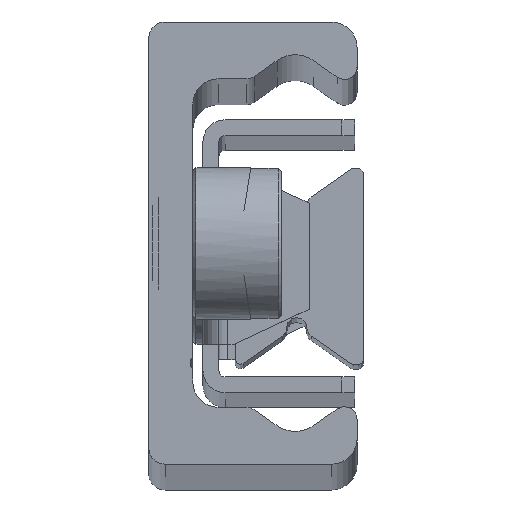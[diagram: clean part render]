
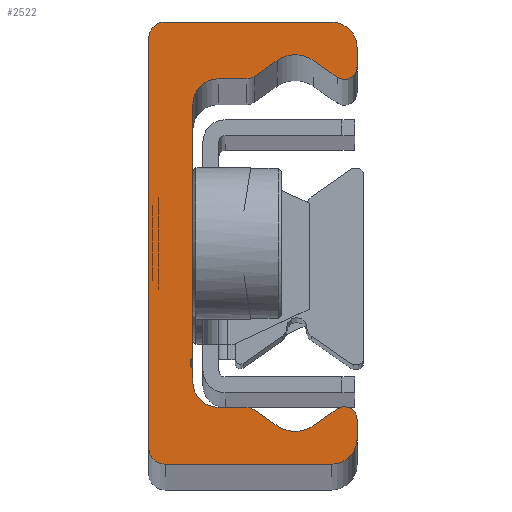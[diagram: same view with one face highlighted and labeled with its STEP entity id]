
A CAD part, top view. The second image highlights one B-rep face of the part: STEP entity #2522.
In plain terms, the highlighted planar face has unit normal (0, 0, 1).
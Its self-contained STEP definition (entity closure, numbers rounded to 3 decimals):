
#1560=CARTESIAN_POINT('',(0.0,16.2,1170.0));
#1561=VERTEX_POINT('',#1560);
#1562=CARTESIAN_POINT('',(1.3,17.5,1170.0));
#1563=VERTEX_POINT('',#1562);
#1564=CARTESIAN_POINT('',(1.3,16.2,1170.0));
#1565=DIRECTION('',(0.0,0.0,-1.0));
#1566=DIRECTION('',(0.0,-1.0,0.0));
#1567=AXIS2_PLACEMENT_3D('',#1564,#1565,#1566);
#1568=CIRCLE('',#1567,1.3);
#1569=EDGE_CURVE('',#1561,#1563,#1568,.T.);
#1602=CARTESIAN_POINT('',(14.5,17.5,1170.0));
#1603=VERTEX_POINT('',#1602);
#1604=CARTESIAN_POINT('',(1.3,17.5,1170.0));
#1605=DIRECTION('',(1.0,0.0,0.0));
#1606=VECTOR('',#1605,13.2);
#1607=LINE('',#1604,#1606);
#1608=EDGE_CURVE('',#1563,#1603,#1607,.T.);
#1633=CARTESIAN_POINT('',(16.5,15.5,1170.0));
#1634=VERTEX_POINT('',#1633);
#1635=CARTESIAN_POINT('',(14.5,15.5,1170.0));
#1636=DIRECTION('',(0.0,0.0,-1.0));
#1637=DIRECTION('',(-1.0,0.0,0.0));
#1638=AXIS2_PLACEMENT_3D('',#1635,#1636,#1637);
#1639=CIRCLE('',#1638,2.);
#1640=EDGE_CURVE('',#1603,#1634,#1639,.T.);
#1666=CARTESIAN_POINT('',(16.5,13.946,1170.0));
#1667=VERTEX_POINT('',#1666);
#1668=CARTESIAN_POINT('',(16.5,15.5,1170.0));
#1669=DIRECTION('',(0.0,-1.0,0.0));
#1670=VECTOR('',#1669,1.554);
#1671=LINE('',#1668,#1670);
#1672=EDGE_CURVE('',#1634,#1667,#1671,.T.);
#1697=CARTESIAN_POINT('',(14.926,13.127,1170.0));
#1698=VERTEX_POINT('',#1697);
#1699=CARTESIAN_POINT('',(15.5,13.946,1170.0));
#1700=DIRECTION('',(0.0,0.0,-1.0));
#1701=DIRECTION('',(0.574,0.819,0.0));
#1702=AXIS2_PLACEMENT_3D('',#1699,#1700,#1701);
#1703=CIRCLE('',#1702,1.0);
#1704=EDGE_CURVE('',#1667,#1698,#1703,.T.);
#1730=CARTESIAN_POINT('',(13.034,14.452,1170.0));
#1731=VERTEX_POINT('',#1730);
#1732=CARTESIAN_POINT('',(14.926,13.127,1170.0));
#1733=DIRECTION('',(-0.819,0.574,0.0));
#1734=VECTOR('',#1733,2.31);
#1735=LINE('',#1732,#1734);
#1736=EDGE_CURVE('',#1698,#1731,#1735,.T.);
#1761=CARTESIAN_POINT('',(10.166,14.452,1170.0));
#1762=VERTEX_POINT('',#1761);
#1763=CARTESIAN_POINT('',(11.6,12.404,1170.0));
#1764=DIRECTION('',(0.0,0.0,1.0));
#1765=DIRECTION('',(0.574,0.819,0.0));
#1766=AXIS2_PLACEMENT_3D('',#1763,#1764,#1765);
#1767=CIRCLE('',#1766,2.5);
#1768=EDGE_CURVE('',#1731,#1762,#1767,.T.);
#1794=CARTESIAN_POINT('',(8.351,13.181,1170.0));
#1795=VERTEX_POINT('',#1794);
#1796=CARTESIAN_POINT('',(10.166,14.452,1170.0));
#1797=DIRECTION('',(-0.819,-0.574,0.0));
#1798=VECTOR('',#1797,2.216);
#1799=LINE('',#1796,#1798);
#1800=EDGE_CURVE('',#1762,#1795,#1799,.T.);
#1825=CARTESIAN_POINT('',(7.777,13.,1170.0));
#1826=VERTEX_POINT('',#1825);
#1827=CARTESIAN_POINT('',(7.777,14.,1170.0));
#1828=DIRECTION('',(0.0,0.0,-1.0));
#1829=DIRECTION('',(0.0,1.0,0.0));
#1830=AXIS2_PLACEMENT_3D('',#1827,#1828,#1829);
#1831=CIRCLE('',#1830,1.);
#1832=EDGE_CURVE('',#1795,#1826,#1831,.T.);
#1858=CARTESIAN_POINT('',(5.5,13.,1170.0));
#1859=VERTEX_POINT('',#1858);
#1860=CARTESIAN_POINT('',(7.777,13.,1170.0));
#1861=DIRECTION('',(-1.0,0.0,0.0));
#1862=VECTOR('',#1861,2.277);
#1863=LINE('',#1860,#1862);
#1864=EDGE_CURVE('',#1826,#1859,#1863,.T.);
#1889=CARTESIAN_POINT('',(3.5,11.,1170.0));
#1890=VERTEX_POINT('',#1889);
#1891=CARTESIAN_POINT('',(5.5,11.,1170.0));
#1892=DIRECTION('',(0.0,0.0,1.0));
#1893=DIRECTION('',(0.0,1.0,0.0));
#1894=AXIS2_PLACEMENT_3D('',#1891,#1892,#1893);
#1895=CIRCLE('',#1894,2.0);
#1896=EDGE_CURVE('',#1859,#1890,#1895,.T.);
#1922=CARTESIAN_POINT('',(3.5,-9.067,1170.0));
#1923=VERTEX_POINT('',#1922);
#1924=CARTESIAN_POINT('',(3.5,11.,1170.0));
#1925=DIRECTION('',(0.0,-1.0,0.0));
#1926=VECTOR('',#1925,20.067);
#1927=LINE('',#1924,#1926);
#1928=EDGE_CURVE('',#1890,#1923,#1927,.T.);
#2004=CARTESIAN_POINT('',(3.5,-9.933,1170.0));
#2005=VERTEX_POINT('',#2004);
#2006=CARTESIAN_POINT('',(3.75,-9.5,1170.0));
#2007=DIRECTION('',(0.0,0.0,1.0));
#2008=DIRECTION('',(-0.5,0.866,0.0));
#2009=AXIS2_PLACEMENT_3D('',#2006,#2007,#2008);
#2010=CIRCLE('',#2009,0.5);
#2011=EDGE_CURVE('',#1923,#2005,#2010,.T.);
#2037=CARTESIAN_POINT('',(3.5,-11.,1170.0));
#2038=VERTEX_POINT('',#2037);
#2039=CARTESIAN_POINT('',(3.5,-9.933,1170.0));
#2040=DIRECTION('',(0.0,-1.0,0.0));
#2041=VECTOR('',#2040,1.067);
#2042=LINE('',#2039,#2041);
#2043=EDGE_CURVE('',#2005,#2038,#2042,.T.);
#2068=CARTESIAN_POINT('',(5.5,-13.,1170.0));
#2069=VERTEX_POINT('',#2068);
#2070=CARTESIAN_POINT('',(5.5,-11.,1170.0));
#2071=DIRECTION('',(0.0,0.0,1.0));
#2072=DIRECTION('',(-1.0,0.0,0.0));
#2073=AXIS2_PLACEMENT_3D('',#2070,#2071,#2072);
#2074=CIRCLE('',#2073,2.0);
#2075=EDGE_CURVE('',#2038,#2069,#2074,.T.);
#2101=CARTESIAN_POINT('',(7.777,-13.,1170.0));
#2102=VERTEX_POINT('',#2101);
#2103=CARTESIAN_POINT('',(5.5,-13.,1170.0));
#2104=DIRECTION('',(1.0,0.0,0.0));
#2105=VECTOR('',#2104,2.277);
#2106=LINE('',#2103,#2105);
#2107=EDGE_CURVE('',#2069,#2102,#2106,.T.);
#2132=CARTESIAN_POINT('',(8.351,-13.181,1170.0));
#2133=VERTEX_POINT('',#2132);
#2134=CARTESIAN_POINT('',(7.777,-14.0,1170.0));
#2135=DIRECTION('',(0.0,0.0,-1.0));
#2136=DIRECTION('',(-0.574,-0.819,0.0));
#2137=AXIS2_PLACEMENT_3D('',#2134,#2135,#2136);
#2138=CIRCLE('',#2137,1.);
#2139=EDGE_CURVE('',#2102,#2133,#2138,.T.);
#2165=CARTESIAN_POINT('',(10.166,-14.452,1170.0));
#2166=VERTEX_POINT('',#2165);
#2167=CARTESIAN_POINT('',(8.351,-13.181,1170.0));
#2168=DIRECTION('',(0.819,-0.574,0.0));
#2169=VECTOR('',#2168,2.216);
#2170=LINE('',#2167,#2169);
#2171=EDGE_CURVE('',#2133,#2166,#2170,.T.);
#2196=CARTESIAN_POINT('',(13.034,-14.452,1170.0));
#2197=VERTEX_POINT('',#2196);
#2198=CARTESIAN_POINT('',(11.6,-12.404,1170.0));
#2199=DIRECTION('',(0.0,0.0,1.));
#2200=DIRECTION('',(-0.574,-0.819,0.0));
#2201=AXIS2_PLACEMENT_3D('',#2198,#2199,#2200);
#2202=CIRCLE('',#2201,2.5);
#2203=EDGE_CURVE('',#2166,#2197,#2202,.T.);
#2229=CARTESIAN_POINT('',(14.926,-13.127,1170.0));
#2230=VERTEX_POINT('',#2229);
#2231=CARTESIAN_POINT('',(13.034,-14.452,1170.0));
#2232=DIRECTION('',(0.819,0.574,0.0));
#2233=VECTOR('',#2232,2.31);
#2234=LINE('',#2231,#2233);
#2235=EDGE_CURVE('',#2197,#2230,#2234,.T.);
#2260=CARTESIAN_POINT('',(16.5,-13.946,1170.0));
#2261=VERTEX_POINT('',#2260);
#2262=CARTESIAN_POINT('',(15.5,-13.946,1170.0));
#2263=DIRECTION('',(0.0,0.0,-1.0));
#2264=DIRECTION('',(-1.0,0.0,0.0));
#2265=AXIS2_PLACEMENT_3D('',#2262,#2263,#2264);
#2266=CIRCLE('',#2265,1.0);
#2267=EDGE_CURVE('',#2230,#2261,#2266,.T.);
#2293=CARTESIAN_POINT('',(16.5,-15.5,1170.0));
#2294=VERTEX_POINT('',#2293);
#2295=CARTESIAN_POINT('',(16.5,-13.946,1170.0));
#2296=DIRECTION('',(0.0,-1.0,0.0));
#2297=VECTOR('',#2296,1.554);
#2298=LINE('',#2295,#2297);
#2299=EDGE_CURVE('',#2261,#2294,#2298,.T.);
#2324=CARTESIAN_POINT('',(14.5,-17.5,1170.0));
#2325=VERTEX_POINT('',#2324);
#2326=CARTESIAN_POINT('',(14.5,-15.5,1170.0));
#2327=DIRECTION('',(0.0,0.0,-1.0));
#2328=DIRECTION('',(0.0,1.0,0.0));
#2329=AXIS2_PLACEMENT_3D('',#2326,#2327,#2328);
#2330=CIRCLE('',#2329,2.);
#2331=EDGE_CURVE('',#2294,#2325,#2330,.T.);
#2357=CARTESIAN_POINT('',(1.3,-17.5,1170.0));
#2358=VERTEX_POINT('',#2357);
#2359=CARTESIAN_POINT('',(14.5,-17.5,1170.0));
#2360=DIRECTION('',(-1.0,0.0,0.0));
#2361=VECTOR('',#2360,13.2);
#2362=LINE('',#2359,#2361);
#2363=EDGE_CURVE('',#2325,#2358,#2362,.T.);
#2388=CARTESIAN_POINT('',(0.0,-16.2,1170.0));
#2389=VERTEX_POINT('',#2388);
#2390=CARTESIAN_POINT('',(1.3,-16.2,1170.0));
#2391=DIRECTION('',(0.0,0.0,-1.0));
#2392=DIRECTION('',(1.0,0.0,0.0));
#2393=AXIS2_PLACEMENT_3D('',#2390,#2391,#2392);
#2394=CIRCLE('',#2393,1.3);
#2395=EDGE_CURVE('',#2358,#2389,#2394,.T.);
#2421=CARTESIAN_POINT('',(0.0,-16.2,1170.0));
#2422=DIRECTION('',(0.0,1.0,0.0));
#2423=VECTOR('',#2422,32.4);
#2424=LINE('',#2421,#2423);
#2425=EDGE_CURVE('',#2389,#1561,#2424,.T.);
#2489=CARTESIAN_POINT('',(5.957,-0.014,1170.0));
#2490=DIRECTION('',(0.0,0.0,1.0));
#2491=DIRECTION('',(1.0,0.0,0.0));
#2492=AXIS2_PLACEMENT_3D('',#2489,#2490,#2491);
#2493=PLANE('',#2492);
#2494=ORIENTED_EDGE('',*,*,#1569,.F.);
#2495=ORIENTED_EDGE('',*,*,#2425,.F.);
#2496=ORIENTED_EDGE('',*,*,#2395,.F.);
#2497=ORIENTED_EDGE('',*,*,#2363,.F.);
#2498=ORIENTED_EDGE('',*,*,#2331,.F.);
#2499=ORIENTED_EDGE('',*,*,#2299,.F.);
#2500=ORIENTED_EDGE('',*,*,#2267,.F.);
#2501=ORIENTED_EDGE('',*,*,#2235,.F.);
#2502=ORIENTED_EDGE('',*,*,#2203,.F.);
#2503=ORIENTED_EDGE('',*,*,#2171,.F.);
#2504=ORIENTED_EDGE('',*,*,#2139,.F.);
#2505=ORIENTED_EDGE('',*,*,#2107,.F.);
#2506=ORIENTED_EDGE('',*,*,#2075,.F.);
#2507=ORIENTED_EDGE('',*,*,#2043,.F.);
#2508=ORIENTED_EDGE('',*,*,#2011,.F.);
#2509=ORIENTED_EDGE('',*,*,#1928,.F.);
#2510=ORIENTED_EDGE('',*,*,#1896,.F.);
#2511=ORIENTED_EDGE('',*,*,#1864,.F.);
#2512=ORIENTED_EDGE('',*,*,#1832,.F.);
#2513=ORIENTED_EDGE('',*,*,#1800,.F.);
#2514=ORIENTED_EDGE('',*,*,#1768,.F.);
#2515=ORIENTED_EDGE('',*,*,#1736,.F.);
#2516=ORIENTED_EDGE('',*,*,#1704,.F.);
#2517=ORIENTED_EDGE('',*,*,#1672,.F.);
#2518=ORIENTED_EDGE('',*,*,#1640,.F.);
#2519=ORIENTED_EDGE('',*,*,#1608,.F.);
#2520=EDGE_LOOP('',(#2494,#2495,#2496,#2497,#2498,#2499,#2500,#2501,#2502,#2503,#2504,#2505,#2506,#2507,#2508,#2509,#2510,#2511,#2512,#2513,#2514,#2515,#2516,#2517,#2518,#2519));
#2521=FACE_OUTER_BOUND('',#2520,.T.);
#2522=ADVANCED_FACE('',(#2521),#2493,.T.);
